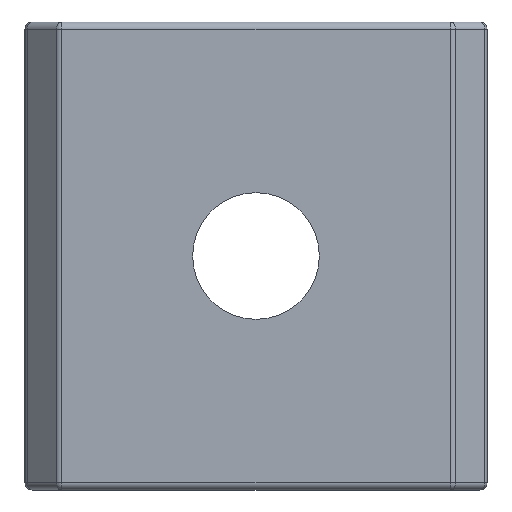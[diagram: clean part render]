
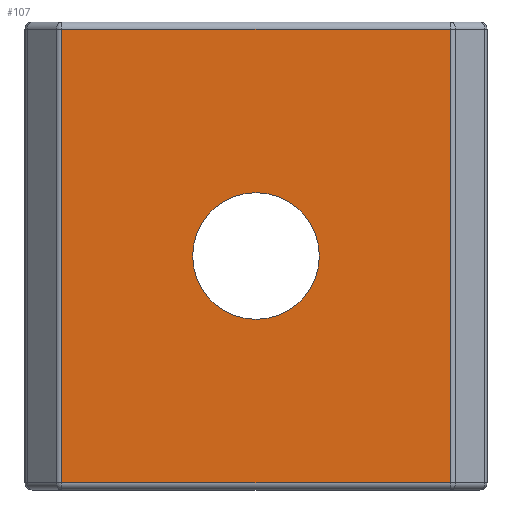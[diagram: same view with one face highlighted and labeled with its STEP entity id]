
A CAD part, front view. The second image highlights one B-rep face of the part: STEP entity #107.
In plain terms, the highlighted planar face has unit normal (0, -1, 0).
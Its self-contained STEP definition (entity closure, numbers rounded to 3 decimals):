
#107 = ADVANCED_FACE ( 'NONE', ( #1250, #969 ), #1439, .T. ) ;
#138 = EDGE_CURVE ( 'NONE', #1288, #1345, #266, .T. ) ;
#173 = EDGE_CURVE ( 'NONE', #1198, #1219, #1709, .T. ) ;
#174 = EDGE_CURVE ( 'NONE', #1172, #1198, #1708, .T. ) ;
#175 = EDGE_CURVE ( 'NONE', #1219, #1122, #1707, .T. ) ;
#176 = EDGE_CURVE ( 'NONE', #1122, #1172, #1706, .T. ) ;
#177 = EDGE_CURVE ( 'NONE', #1345, #1288, #255, .T. ) ;
#214 = VECTOR ( 'NONE', #642, 1000. ) ;
#216 = AXIS2_PLACEMENT_3D ( 'NONE', #1573, #1604, #1584 ) ;
#248 = VECTOR ( 'NONE', #649, 1000. ) ;
#255 = CIRCLE ( 'NONE', #877, 4.25 ) ;
#266 = CIRCLE ( 'NONE', #216, 4.25 ) ;
#287 = AXIS2_PLACEMENT_3D ( 'NONE', #1608, #1563, #1545 ) ;
#642 = DIRECTION ( 'NONE',  ( 0., 0., -1. ) ) ;
#649 = DIRECTION ( 'NONE',  ( 1., 0., 0. ) ) ;
#664 = CARTESIAN_POINT ( 'NONE',  ( -13.043, 0., 15.2 ) ) ;
#666 = DIRECTION ( 'NONE',  ( 0., 0., -1. ) ) ;
#667 = DIRECTION ( 'NONE',  ( 0., -1., 0. ) ) ;
#672 = CARTESIAN_POINT ( 'NONE',  ( 13.043, 0., -15.7 ) ) ;
#681 = CARTESIAN_POINT ( 'NONE',  ( -15.5, 0., 15.2 ) ) ;
#682 = DIRECTION ( 'NONE',  ( 0., 0., 1. ) ) ;
#705 = CARTESIAN_POINT ( 'NONE',  ( 13.043, 0., 15.2 ) ) ;
#733 = CARTESIAN_POINT ( 'NONE',  ( 0., 0., -4.25 ) ) ;
#737 = CARTESIAN_POINT ( 'NONE',  ( 0., 0., 4.25 ) ) ;
#739 = DIRECTION ( 'NONE',  ( -1., 0., 0. ) ) ;
#747 = CARTESIAN_POINT ( 'NONE',  ( 13.043, 0., -15.2 ) ) ;
#756 = CARTESIAN_POINT ( 'NONE',  ( -13.043, 0., -15.7 ) ) ;
#763 = CARTESIAN_POINT ( 'NONE',  ( 13.25, 0., -15.2 ) ) ;
#800 = CARTESIAN_POINT ( 'NONE',  ( 0., 0., 0. ) ) ;
#812 = CARTESIAN_POINT ( 'NONE',  ( -13.043, 0., -15.2 ) ) ;
#870 = VECTOR ( 'NONE', #682, 1000. ) ;
#874 = VECTOR ( 'NONE', #739, 1000. ) ;
#877 = AXIS2_PLACEMENT_3D ( 'NONE', #800, #667, #666 ) ;
#969 = FACE_BOUND ( 'NONE', #1067, .T. ) ;
#984 = ORIENTED_EDGE ( 'NONE', *, *, #174, .T. ) ;
#1067 = EDGE_LOOP ( 'NONE', ( #1092, #1186 ) ) ;
#1092 = ORIENTED_EDGE ( 'NONE', *, *, #138, .F. ) ;
#1122 = VERTEX_POINT ( 'NONE', #705 ) ;
#1139 = EDGE_LOOP ( 'NONE', ( #984, #1251, #1169, #1142 ) ) ;
#1142 = ORIENTED_EDGE ( 'NONE', *, *, #176, .T. ) ;
#1169 = ORIENTED_EDGE ( 'NONE', *, *, #175, .T. ) ;
#1172 = VERTEX_POINT ( 'NONE', #664 ) ;
#1186 = ORIENTED_EDGE ( 'NONE', *, *, #177, .F. ) ;
#1198 = VERTEX_POINT ( 'NONE', #812 ) ;
#1219 = VERTEX_POINT ( 'NONE', #747 ) ;
#1250 = FACE_OUTER_BOUND ( 'NONE', #1139, .T. ) ;
#1251 = ORIENTED_EDGE ( 'NONE', *, *, #173, .T. ) ;
#1288 = VERTEX_POINT ( 'NONE', #737 ) ;
#1345 = VERTEX_POINT ( 'NONE', #733 ) ;
#1439 = PLANE ( 'NONE',  #287 ) ;
#1545 = DIRECTION ( 'NONE',  ( 0., 0., -1. ) ) ;
#1563 = DIRECTION ( 'NONE',  ( 0., -1., 0. ) ) ;
#1573 = CARTESIAN_POINT ( 'NONE',  ( 0., 0., 0. ) ) ;
#1584 = DIRECTION ( 'NONE',  ( 0., 0., -1. ) ) ;
#1604 = DIRECTION ( 'NONE',  ( 0., -1., 0. ) ) ;
#1608 = CARTESIAN_POINT ( 'NONE',  ( -15.5, 0., -15.7 ) ) ;
#1706 = LINE ( 'NONE', #681, #874 ) ;
#1707 = LINE ( 'NONE', #672, #870 ) ;
#1708 = LINE ( 'NONE', #756, #214 ) ;
#1709 = LINE ( 'NONE', #763, #248 ) ;
